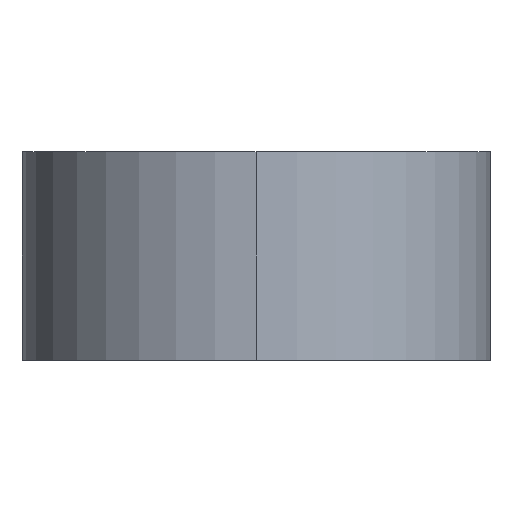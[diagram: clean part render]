
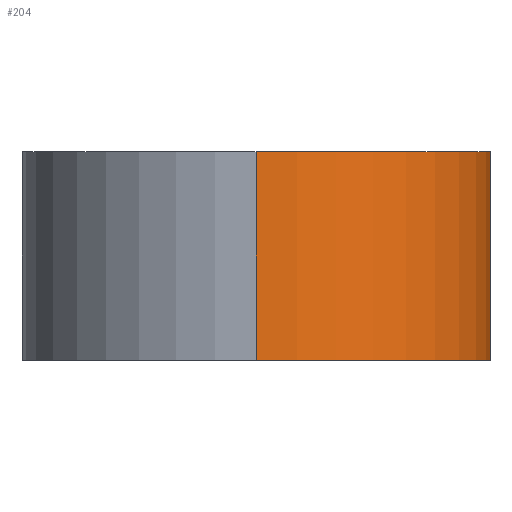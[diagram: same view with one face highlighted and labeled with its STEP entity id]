
A CAD part, left-side view. The second image highlights one B-rep face of the part: STEP entity #204.
In plain terms, the highlighted cylindrical face has radius 16.827 mm (diameter 33.653 mm), a partial arc.
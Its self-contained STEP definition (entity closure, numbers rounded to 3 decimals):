
#14 = VECTOR ( 'NONE', #621, 1000. ) ;
#23 = VERTEX_POINT ( 'NONE', #595 ) ;
#36 = LINE ( 'NONE', #613, #14 ) ;
#44 = CARTESIAN_POINT ( 'NONE',  ( -56.327, 0., -10. ) ) ;
#48 = DIRECTION ( 'NONE',  ( 0., 0., -1. ) ) ;
#54 = DIRECTION ( 'NONE',  ( -1., 0., 0. ) ) ;
#60 = CARTESIAN_POINT ( 'NONE',  ( -39.5, 0., 5. ) ) ;
#76 = CIRCLE ( 'NONE', #916, 16.827 ) ;
#78 = AXIS2_PLACEMENT_3D ( 'NONE', #828, #858, #54 ) ;
#122 = DIRECTION ( 'NONE',  ( 0., 0., -1. ) ) ;
#171 = CARTESIAN_POINT ( 'NONE',  ( -56.327, 0., 5. ) ) ;
#184 = CIRCLE ( 'NONE', #78, 16.827 ) ;
#193 = EDGE_LOOP ( 'NONE', ( #1323, #1263, #644, #1403 ) ) ;
#204 = ADVANCED_FACE ( 'NONE', ( #1268 ), #967, .T. ) ;
#219 = LINE ( 'NONE', #671, #1121 ) ;
#288 = CARTESIAN_POINT ( 'NONE',  ( -39.5, 0., 5. ) ) ;
#291 = DIRECTION ( 'NONE',  ( 1., 0., 0. ) ) ;
#292 = DIRECTION ( 'NONE',  ( -1., 0., 0. ) ) ;
#309 = VERTEX_POINT ( 'NONE', #764 ) ;
#432 = EDGE_CURVE ( 'NONE', #1202, #788, #219, .T. ) ;
#508 = EDGE_CURVE ( 'NONE', #1202, #23, #76, .T. ) ;
#595 = CARTESIAN_POINT ( 'NONE',  ( -39.5, -16.827, 5. ) ) ;
#613 = CARTESIAN_POINT ( 'NONE',  ( -39.5, -16.827, 5. ) ) ;
#621 = DIRECTION ( 'NONE',  ( 0., 0., -1. ) ) ;
#641 = DIRECTION ( 'NONE',  ( 0., 0., 1. ) ) ;
#644 = ORIENTED_EDGE ( 'NONE', *, *, #748, .F. ) ;
#671 = CARTESIAN_POINT ( 'NONE',  ( -56.327, 0., 5. ) ) ;
#748 = EDGE_CURVE ( 'NONE', #309, #788, #184, .T. ) ;
#764 = CARTESIAN_POINT ( 'NONE',  ( -39.5, -16.827, -10. ) ) ;
#788 = VERTEX_POINT ( 'NONE', #44 ) ;
#828 = CARTESIAN_POINT ( 'NONE',  ( -39.5, 0., -10. ) ) ;
#858 = DIRECTION ( 'NONE',  ( 0., 0., -1. ) ) ;
#916 = AXIS2_PLACEMENT_3D ( 'NONE', #60, #641, #291 ) ;
#967 = CYLINDRICAL_SURFACE ( 'NONE', #1392, 16.827 ) ;
#1121 = VECTOR ( 'NONE', #122, 1000. ) ;
#1146 = EDGE_CURVE ( 'NONE', #23, #309, #36, .T. ) ;
#1202 = VERTEX_POINT ( 'NONE', #171 ) ;
#1263 = ORIENTED_EDGE ( 'NONE', *, *, #432, .T. ) ;
#1268 = FACE_OUTER_BOUND ( 'NONE', #193, .T. ) ;
#1323 = ORIENTED_EDGE ( 'NONE', *, *, #508, .F. ) ;
#1392 = AXIS2_PLACEMENT_3D ( 'NONE', #288, #48, #292 ) ;
#1403 = ORIENTED_EDGE ( 'NONE', *, *, #1146, .F. ) ;
